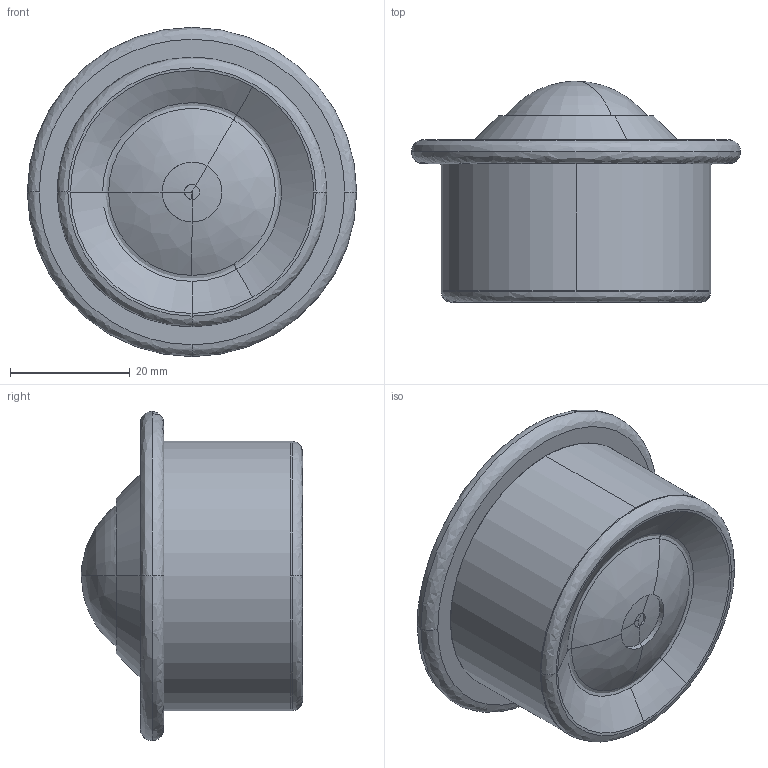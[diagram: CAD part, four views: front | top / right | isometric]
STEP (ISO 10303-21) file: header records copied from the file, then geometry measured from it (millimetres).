
FILE_DESCRIPTION (( 'STEP AP214' ), '1' );
FILE_NAME ('0017499.step', '2020-11-17T09:24:16', ( '' ), ( '' ), 'SwSTEP 2.0', 'SolidWorks 2018', '' );
FILE_SCHEMA (( 'AUTOMOTIVE_DESIGN' ));
Length unit declared in the file: millimetre
Products named in the file (1): 0017499
Bounding box: 55 x 36.96 x 55 mm (x, y, z)
Surface area: 12580.7 mm2 (no closed solid volume)
Topology: 0 solids, 4 shells, 54 faces, 128 edges, 76 vertices
Faces by surface type: bspline 36, cone 6, plane 6, cylinder 6
Entity records: 4595 total; most frequent: CARTESIAN_POINT 3486, ORIENTED_EDGE 227, DIRECTION 167, EDGE_CURVE 116, AXIS2_PLACEMENT_3D 78, VERTEX_POINT 71, CIRCLE 59, EDGE_LOOP 53
